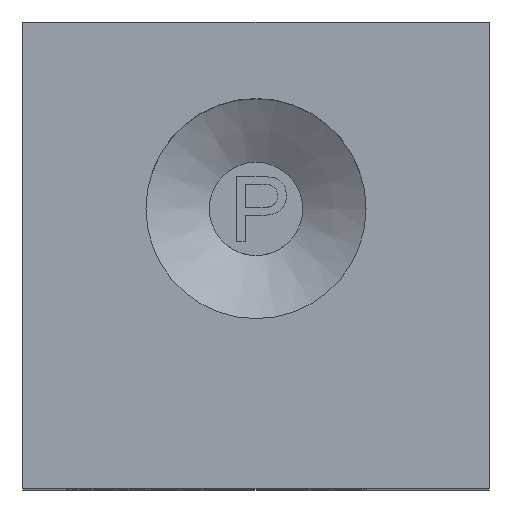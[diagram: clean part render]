
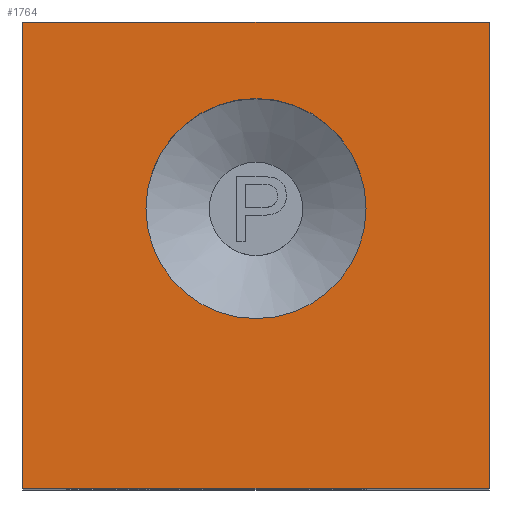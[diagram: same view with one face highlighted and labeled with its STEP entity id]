
A CAD part, top view. The second image highlights one B-rep face of the part: STEP entity #1764.
In plain terms, the highlighted planar face has unit normal (0, 0, 1).
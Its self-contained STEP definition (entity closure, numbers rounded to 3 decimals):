
#1593=CARTESIAN_POINT('',(4.656,3.458,50.0));
#1594=VERTEX_POINT('',#1593);
#1595=CARTESIAN_POINT('',(-1.244,3.458,50.0));
#1596=DIRECTION('',(0.0,0.0,-1.0));
#1597=DIRECTION('',(1.0,0.0,0.0));
#1598=AXIS2_PLACEMENT_3D('',#1595,#1596,#1597);
#1599=CIRCLE('',#1598,5.9);
#1600=EDGE_CURVE('',#1594,#1594,#1599,.T.);
#1613=CARTESIAN_POINT('',(11.256,13.458,50.0));
#1614=VERTEX_POINT('',#1613);
#1615=CARTESIAN_POINT('',(11.256,-11.542,50.0));
#1616=VERTEX_POINT('',#1615);
#1617=CARTESIAN_POINT('',(11.256,13.458,50.0));
#1618=DIRECTION('',(0.0,-1.0,0.0));
#1619=VECTOR('',#1618,25.0);
#1620=LINE('',#1617,#1619);
#1621=EDGE_CURVE('',#1614,#1616,#1620,.T.);
#1656=CARTESIAN_POINT('',(-13.744,-11.542,50.0));
#1657=VERTEX_POINT('',#1656);
#1658=CARTESIAN_POINT('',(11.256,-11.542,50.0));
#1659=DIRECTION('',(-1.0,0.0,0.0));
#1660=VECTOR('',#1659,25.);
#1661=LINE('',#1658,#1660);
#1662=EDGE_CURVE('',#1616,#1657,#1661,.T.);
#1696=CARTESIAN_POINT('',(-13.744,13.458,50.0));
#1697=VERTEX_POINT('',#1696);
#1698=CARTESIAN_POINT('',(-13.744,-11.542,50.0));
#1699=DIRECTION('',(0.0,1.0,0.0));
#1700=VECTOR('',#1699,25.0);
#1701=LINE('',#1698,#1700);
#1702=EDGE_CURVE('',#1657,#1697,#1701,.T.);
#1727=CARTESIAN_POINT('',(-13.744,13.458,50.0));
#1728=DIRECTION('',(1.0,0.0,0.0));
#1729=VECTOR('',#1728,25.0);
#1730=LINE('',#1727,#1729);
#1731=EDGE_CURVE('',#1697,#1614,#1730,.T.);
#1750=CARTESIAN_POINT('',(-1.244,0.958,50.0));
#1751=DIRECTION('',(0.0,0.0,1.0));
#1752=DIRECTION('',(1.0,0.0,0.0));
#1753=AXIS2_PLACEMENT_3D('',#1750,#1751,#1752);
#1754=PLANE('',#1753);
#1755=ORIENTED_EDGE('',*,*,#1621,.F.);
#1756=ORIENTED_EDGE('',*,*,#1731,.F.);
#1757=ORIENTED_EDGE('',*,*,#1702,.F.);
#1758=ORIENTED_EDGE('',*,*,#1662,.F.);
#1759=EDGE_LOOP('',(#1755,#1756,#1757,#1758));
#1760=FACE_OUTER_BOUND('',#1759,.T.);
#1761=ORIENTED_EDGE('',*,*,#1600,.T.);
#1762=EDGE_LOOP('',(#1761));
#1763=FACE_BOUND('',#1762,.T.);
#1764=ADVANCED_FACE('',(#1760,#1763),#1754,.T.);
